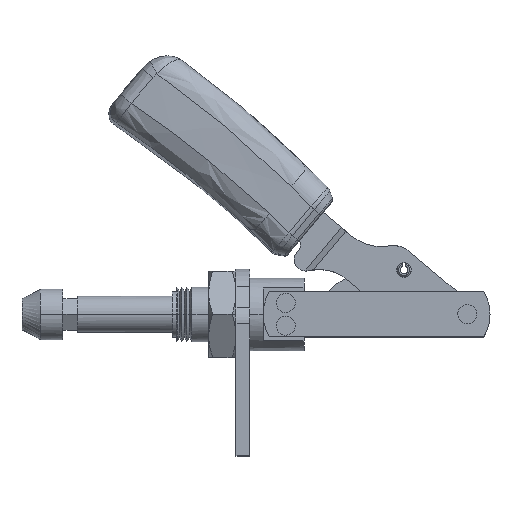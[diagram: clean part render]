
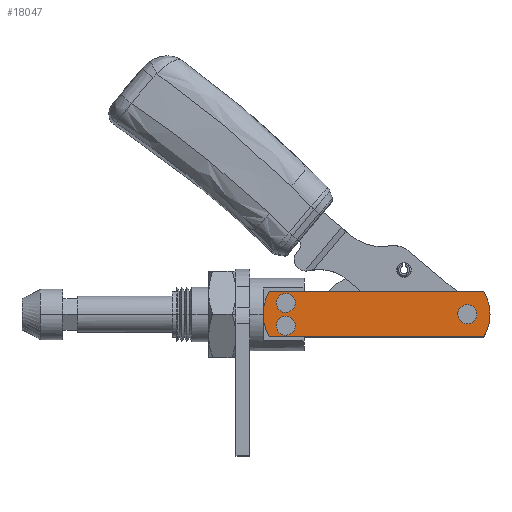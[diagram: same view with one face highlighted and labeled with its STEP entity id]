
A CAD part, top view. The second image highlights one B-rep face of the part: STEP entity #18047.
In plain terms, the highlighted planar face has unit normal (0, 0, 1).
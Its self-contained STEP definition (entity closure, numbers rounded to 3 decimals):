
#175 = VERTEX_POINT ( 'NONE', #13920 ) ;
#302 = DIRECTION ( 'NONE',  ( 1., 0., 0. ) ) ;
#310 = DIRECTION ( 'NONE',  ( 1., 0., 0. ) ) ;
#607 = AXIS2_PLACEMENT_3D ( 'NONE', #14543, #1080, #28093 ) ;
#702 = EDGE_CURVE ( 'NONE', #3240, #8942, #19090, .T. ) ;
#775 = VERTEX_POINT ( 'NONE', #3307 ) ;
#1080 = DIRECTION ( 'NONE',  ( 0., 0., -1. ) ) ;
#1083 = CARTESIAN_POINT ( 'NONE',  ( 0., 0., 2.5 ) ) ;
#1240 = CARTESIAN_POINT ( 'NONE',  ( 8.66, 5., 2.5 ) ) ;
#1775 = FACE_BOUND ( 'NONE', #28354, .T. ) ;
#2005 = DIRECTION ( 'NONE',  ( -1., 0., 0. ) ) ;
#2548 = ORIENTED_EDGE ( 'NONE', *, *, #21002, .F. ) ;
#2617 = LINE ( 'NONE', #21722, #6853 ) ;
#2736 = CARTESIAN_POINT ( 'NONE',  ( -1.34, 5., 2.5 ) ) ;
#2778 = CARTESIAN_POINT ( 'NONE',  ( 2.16, 2.5, 2.5 ) ) ;
#2996 = ORIENTED_EDGE ( 'NONE', *, *, #11017, .T. ) ;
#3150 = EDGE_CURVE ( 'NONE', #3568, #175, #5189, .T. ) ;
#3240 = VERTEX_POINT ( 'NONE', #25979 ) ;
#3307 = CARTESIAN_POINT ( 'NONE',  ( 45.16, 5., 2.5 ) ) ;
#3568 = VERTEX_POINT ( 'NONE', #22471 ) ;
#3718 = DIRECTION ( 'NONE',  ( -1., 0., 0. ) ) ;
#3913 = CIRCLE ( 'NONE', #6938, 1.5 ) ;
#5189 = CIRCLE ( 'NONE', #5870, 10. ) ;
#5199 = CARTESIAN_POINT ( 'NONE',  ( 38.66, 5., 2.5 ) ) ;
#5298 = DIRECTION ( 'NONE',  ( 0., 0., -1. ) ) ;
#5338 = CARTESIAN_POINT ( 'NONE',  ( 42.16, 5., 2.5 ) ) ;
#5618 = FACE_BOUND ( 'NONE', #12156, .T. ) ;
#5863 = CIRCLE ( 'NONE', #17860, 1.5 ) ;
#5870 = AXIS2_PLACEMENT_3D ( 'NONE', #5199, #5298, #14130 ) ;
#6488 = EDGE_LOOP ( 'NONE', ( #22547, #28997 ) ) ;
#6853 = VECTOR ( 'NONE', #10912, 1000. ) ;
#6938 = AXIS2_PLACEMENT_3D ( 'NONE', #19028, #23740, #16626 ) ;
#7072 = EDGE_CURVE ( 'NONE', #775, #23938, #5863, .T. ) ;
#7823 = DIRECTION ( 'NONE',  ( -1., 0., 0. ) ) ;
#8062 = CARTESIAN_POINT ( 'NONE',  ( 0., 10., 2.5 ) ) ;
#8262 = AXIS2_PLACEMENT_3D ( 'NONE', #25104, #14044, #310 ) ;
#8942 = VERTEX_POINT ( 'NONE', #26659 ) ;
#8943 = ORIENTED_EDGE ( 'NONE', *, *, #21655, .F. ) ;
#9045 = CARTESIAN_POINT ( 'NONE',  ( 0., 0., 2.5 ) ) ;
#9972 = DIRECTION ( 'NONE',  ( 0., 0., -1. ) ) ;
#10569 = DIRECTION ( 'NONE',  ( 0., 0., -1. ) ) ;
#10830 = DIRECTION ( 'NONE',  ( 0., 0., -1. ) ) ;
#10912 = DIRECTION ( 'NONE',  ( -1., 0., 0. ) ) ;
#11017 = EDGE_CURVE ( 'NONE', #3568, #24602, #2617, .T. ) ;
#11482 = VERTEX_POINT ( 'NONE', #2736 ) ;
#11857 = AXIS2_PLACEMENT_3D ( 'NONE', #21030, #9972, #14389 ) ;
#12146 = ORIENTED_EDGE ( 'NONE', *, *, #3150, .F. ) ;
#12156 = EDGE_LOOP ( 'NONE', ( #16567, #16351 ) ) ;
#12414 = CIRCLE ( 'NONE', #11857, 1.5 ) ;
#12893 = CARTESIAN_POINT ( 'NONE',  ( 3.66, 2.5, 2.5 ) ) ;
#13761 = VECTOR ( 'NONE', #302, 1000. ) ;
#13792 = AXIS2_PLACEMENT_3D ( 'NONE', #24433, #15627, #18019 ) ;
#13920 = CARTESIAN_POINT ( 'NONE',  ( 47.321, 0., 2.5 ) ) ;
#14044 = DIRECTION ( 'NONE',  ( 0., 0., 1. ) ) ;
#14130 = DIRECTION ( 'NONE',  ( -1., 0., 0. ) ) ;
#14389 = DIRECTION ( 'NONE',  ( -1., 0., 0. ) ) ;
#14543 = CARTESIAN_POINT ( 'NONE',  ( 3.66, 7.5, 2.5 ) ) ;
#14567 = EDGE_LOOP ( 'NONE', ( #12146, #2996, #2548, #8943, #23455 ) ) ;
#15151 = CARTESIAN_POINT ( 'NONE',  ( 43.66, 5., 2.5 ) ) ;
#15261 = EDGE_CURVE ( 'NONE', #23938, #775, #12414, .T. ) ;
#15386 = ORIENTED_EDGE ( 'NONE', *, *, #22800, .T. ) ;
#15627 = DIRECTION ( 'NONE',  ( 0., 0., -1. ) ) ;
#15759 = EDGE_CURVE ( 'NONE', #8942, #3240, #23765, .T. ) ;
#16120 = VERTEX_POINT ( 'NONE', #1083 ) ;
#16348 = CARTESIAN_POINT ( 'NONE',  ( 3.66, 7.5, 2.5 ) ) ;
#16351 = ORIENTED_EDGE ( 'NONE', *, *, #7072, .T. ) ;
#16423 = AXIS2_PLACEMENT_3D ( 'NONE', #16348, #18638, #7823 ) ;
#16515 = FACE_OUTER_BOUND ( 'NONE', #14567, .T. ) ;
#16567 = ORIENTED_EDGE ( 'NONE', *, *, #15261, .T. ) ;
#16626 = DIRECTION ( 'NONE',  ( -1., 0., 0. ) ) ;
#16940 = DIRECTION ( 'NONE',  ( 0., 0., -1. ) ) ;
#17541 = DIRECTION ( 'NONE',  ( -1., 0., 0. ) ) ;
#17665 = VERTEX_POINT ( 'NONE', #24112 ) ;
#17860 = AXIS2_PLACEMENT_3D ( 'NONE', #15151, #10569, #17541 ) ;
#18019 = DIRECTION ( 'NONE',  ( -1., 0., 0. ) ) ;
#18047 = ADVANCED_FACE ( 'N', ( #1775, #5618, #16515, #19720 ), #22822, .T. ) ;
#18638 = DIRECTION ( 'NONE',  ( 0., 0., -1. ) ) ;
#19028 = CARTESIAN_POINT ( 'NONE',  ( 3.66, 2.5, 2.5 ) ) ;
#19090 = CIRCLE ( 'NONE', #16423, 1.5 ) ;
#19720 = FACE_BOUND ( 'NONE', #6488, .T. ) ;
#20163 = AXIS2_PLACEMENT_3D ( 'NONE', #12893, #10830, #2005 ) ;
#21002 = EDGE_CURVE ( 'NONE', #11482, #24602, #27754, .T. ) ;
#21030 = CARTESIAN_POINT ( 'NONE',  ( 43.66, 5., 2.5 ) ) ;
#21127 = VERTEX_POINT ( 'NONE', #2778 ) ;
#21655 = EDGE_CURVE ( 'NONE', #16120, #11482, #23415, .T. ) ;
#21722 = CARTESIAN_POINT ( 'NONE',  ( 0., 10., 2.5 ) ) ;
#22471 = CARTESIAN_POINT ( 'NONE',  ( 47.321, 10., 2.5 ) ) ;
#22547 = ORIENTED_EDGE ( 'NONE', *, *, #702, .T. ) ;
#22667 = EDGE_CURVE ( 'NONE', #16120, #175, #23295, .T. ) ;
#22800 = EDGE_CURVE ( 'NONE', #21127, #17665, #3913, .T. ) ;
#22822 = PLANE ( 'NONE',  #8262 ) ;
#23080 = AXIS2_PLACEMENT_3D ( 'NONE', #1240, #16940, #3718 ) ;
#23295 = LINE ( 'NONE', #9045, #13761 ) ;
#23415 = CIRCLE ( 'NONE', #23080, 10. ) ;
#23455 = ORIENTED_EDGE ( 'NONE', *, *, #22667, .T. ) ;
#23740 = DIRECTION ( 'NONE',  ( 0., 0., -1. ) ) ;
#23765 = CIRCLE ( 'NONE', #607, 1.5 ) ;
#23938 = VERTEX_POINT ( 'NONE', #5338 ) ;
#24086 = EDGE_CURVE ( 'NONE', #17665, #21127, #26388, .T. ) ;
#24112 = CARTESIAN_POINT ( 'NONE',  ( 5.16, 2.5, 2.5 ) ) ;
#24433 = CARTESIAN_POINT ( 'NONE',  ( 8.66, 5., 2.5 ) ) ;
#24602 = VERTEX_POINT ( 'NONE', #8062 ) ;
#25104 = CARTESIAN_POINT ( 'NONE',  ( 8.66, 5., 2.5 ) ) ;
#25979 = CARTESIAN_POINT ( 'NONE',  ( 2.16, 7.5, 2.5 ) ) ;
#26388 = CIRCLE ( 'NONE', #20163, 1.5 ) ;
#26659 = CARTESIAN_POINT ( 'NONE',  ( 5.16, 7.5, 2.5 ) ) ;
#27754 = CIRCLE ( 'NONE', #13792, 10. ) ;
#28093 = DIRECTION ( 'NONE',  ( -1., 0., 0. ) ) ;
#28354 = EDGE_LOOP ( 'NONE', ( #15386, #28782 ) ) ;
#28782 = ORIENTED_EDGE ( 'NONE', *, *, #24086, .T. ) ;
#28997 = ORIENTED_EDGE ( 'NONE', *, *, #15759, .T. ) ;
